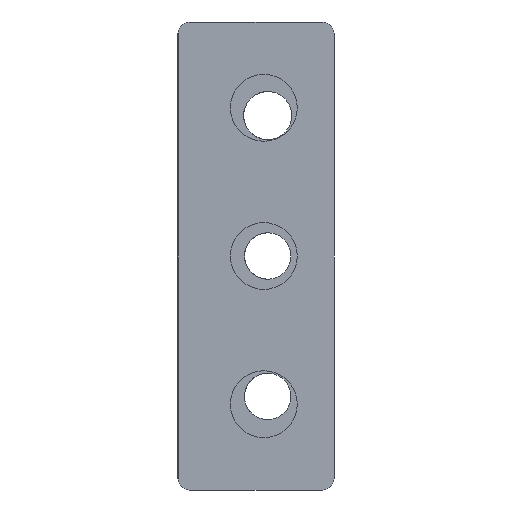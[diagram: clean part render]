
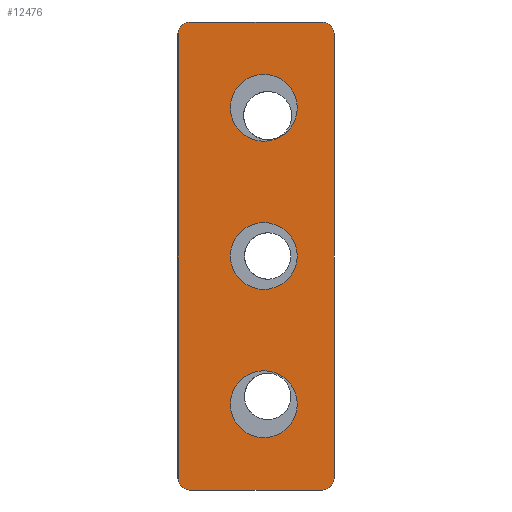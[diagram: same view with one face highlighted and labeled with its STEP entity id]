
A CAD part, left-side view. The second image highlights one B-rep face of the part: STEP entity #12476.
In plain terms, the highlighted planar face has unit normal (-1, 0, 0).
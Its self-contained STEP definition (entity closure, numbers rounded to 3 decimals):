
#5954=CARTESIAN_POINT('',(-36.0,14.717,-1.0));
#5955=VERTEX_POINT('',#5954);
#5971=CARTESIAN_POINT('',(-36.0,23.283,-1.));
#5972=VERTEX_POINT('',#5971);
#5979=CARTESIAN_POINT('',(-36.0,19.,-1.0));
#5980=DIRECTION('',(1.0,0.0,0.0));
#5981=DIRECTION('',(0.0,-1.0,0.0));
#5982=AXIS2_PLACEMENT_3D('',#5979,#5980,#5981);
#5983=CIRCLE('',#5982,4.283);
#5984=EDGE_CURVE('',#5955,#5972,#5983,.T.);
#5996=CARTESIAN_POINT('',(-36.0,-23.283,-1.0));
#5997=VERTEX_POINT('',#5996);
#6013=CARTESIAN_POINT('',(-36.0,-14.717,-1.));
#6014=VERTEX_POINT('',#6013);
#6021=CARTESIAN_POINT('',(-36.0,-19.,-1.0));
#6022=DIRECTION('',(1.0,0.0,0.0));
#6023=DIRECTION('',(0.0,-1.0,0.0));
#6024=AXIS2_PLACEMENT_3D('',#6021,#6022,#6023);
#6025=CIRCLE('',#6024,4.283);
#6026=EDGE_CURVE('',#5997,#6014,#6025,.T.);
#6038=CARTESIAN_POINT('',(-36.0,-4.283,-1.0));
#6039=VERTEX_POINT('',#6038);
#6055=CARTESIAN_POINT('',(-36.0,4.283,-1.));
#6056=VERTEX_POINT('',#6055);
#6063=CARTESIAN_POINT('',(-36.0,0.,-1.0));
#6064=DIRECTION('',(1.0,0.0,0.0));
#6065=DIRECTION('',(0.0,-1.0,0.0));
#6066=AXIS2_PLACEMENT_3D('',#6063,#6064,#6065);
#6067=CIRCLE('',#6066,4.283);
#6068=EDGE_CURVE('',#6039,#6056,#6067,.T.);
#6078=CARTESIAN_POINT('',(-36.0,-29.561,-9.561));
#6079=VERTEX_POINT('',#6078);
#6088=CARTESIAN_POINT('',(-36.0,-28.5,-10.0));
#6089=VERTEX_POINT('',#6088);
#6090=CARTESIAN_POINT('',(-36.0,-28.5,-8.5));
#6091=DIRECTION('',(1.,0.0,0.0));
#6092=DIRECTION('',(0.0,-0.707,-0.707));
#6093=AXIS2_PLACEMENT_3D('',#6090,#6091,#6092);
#6094=CIRCLE('',#6093,1.5);
#6095=EDGE_CURVE('',#6079,#6089,#6094,.T.);
#6122=CARTESIAN_POINT('',(-36.0,-29.561,9.561));
#6123=VERTEX_POINT('',#6122);
#6139=CARTESIAN_POINT('',(-36.0,-28.5,10.0));
#6140=VERTEX_POINT('',#6139);
#6147=CARTESIAN_POINT('',(-36.0,-28.5,8.5));
#6148=DIRECTION('',(1.,0.0,0.0));
#6149=DIRECTION('',(0.0,-0.707,0.707));
#6150=AXIS2_PLACEMENT_3D('',#6147,#6148,#6149);
#6151=CIRCLE('',#6150,1.5);
#6152=EDGE_CURVE('',#6140,#6123,#6151,.T.);
#6162=CARTESIAN_POINT('',(-36.0,29.561,9.561));
#6163=VERTEX_POINT('',#6162);
#6172=CARTESIAN_POINT('',(-36.0,28.5,10.0));
#6173=VERTEX_POINT('',#6172);
#6174=CARTESIAN_POINT('',(-36.0,28.5,8.5));
#6175=DIRECTION('',(1.,0.0,0.0));
#6176=DIRECTION('',(0.0,0.707,0.707));
#6177=AXIS2_PLACEMENT_3D('',#6174,#6175,#6176);
#6178=CIRCLE('',#6177,1.5);
#6179=EDGE_CURVE('',#6163,#6173,#6178,.T.);
#6206=CARTESIAN_POINT('',(-36.0,29.561,-9.561));
#6207=VERTEX_POINT('',#6206);
#6223=CARTESIAN_POINT('',(-36.0,28.5,-10.0));
#6224=VERTEX_POINT('',#6223);
#6231=CARTESIAN_POINT('',(-36.0,28.5,-8.5));
#6232=DIRECTION('',(1.,0.0,0.0));
#6233=DIRECTION('',(0.0,0.707,-0.707));
#6234=AXIS2_PLACEMENT_3D('',#6231,#6232,#6233);
#6235=CIRCLE('',#6234,1.5);
#6236=EDGE_CURVE('',#6224,#6207,#6235,.T.);
#6247=CARTESIAN_POINT('',(-36.0,30.0,-8.5));
#6248=VERTEX_POINT('',#6247);
#6249=CARTESIAN_POINT('',(-36.0,28.5,-8.5));
#6250=DIRECTION('',(1.,0.0,0.0));
#6251=DIRECTION('',(0.0,0.707,-0.707));
#6252=AXIS2_PLACEMENT_3D('',#6249,#6250,#6251);
#6253=CIRCLE('',#6252,1.5);
#6254=EDGE_CURVE('',#6207,#6248,#6253,.T.);
#6374=CARTESIAN_POINT('',(-36.0,30.0,8.5));
#6375=VERTEX_POINT('',#6374);
#6376=CARTESIAN_POINT('',(-36.0,30.0,-8.5));
#6377=DIRECTION('',(0.0,0.0,1.0));
#6378=VECTOR('',#6377,17.0);
#6379=LINE('',#6376,#6378);
#6380=EDGE_CURVE('',#6248,#6375,#6379,.T.);
#6400=CARTESIAN_POINT('',(-36.0,28.5,8.5));
#6401=DIRECTION('',(1.,0.0,0.0));
#6402=DIRECTION('',(0.0,0.707,0.707));
#6403=AXIS2_PLACEMENT_3D('',#6400,#6401,#6402);
#6404=CIRCLE('',#6403,1.5);
#6405=EDGE_CURVE('',#6375,#6163,#6404,.T.);
#6416=CARTESIAN_POINT('',(-36.0,-30.0,8.5));
#6417=VERTEX_POINT('',#6416);
#6418=CARTESIAN_POINT('',(-36.0,-28.5,8.5));
#6419=DIRECTION('',(1.,0.0,0.0));
#6420=DIRECTION('',(0.0,-0.707,0.707));
#6421=AXIS2_PLACEMENT_3D('',#6418,#6419,#6420);
#6422=CIRCLE('',#6421,1.5);
#6423=EDGE_CURVE('',#6123,#6417,#6422,.T.);
#6441=CARTESIAN_POINT('',(-36.0,-30.0,-8.5));
#6442=VERTEX_POINT('',#6441);
#6443=CARTESIAN_POINT('',(-36.0,-30.0,-8.5));
#6444=DIRECTION('',(0.0,0.0,1.0));
#6445=VECTOR('',#6444,17.0);
#6446=LINE('',#6443,#6445);
#6447=EDGE_CURVE('',#6442,#6417,#6446,.T.);
#6467=CARTESIAN_POINT('',(-36.0,-28.5,-8.5));
#6468=DIRECTION('',(1.,0.0,0.0));
#6469=DIRECTION('',(0.0,-0.707,-0.707));
#6470=AXIS2_PLACEMENT_3D('',#6467,#6468,#6469);
#6471=CIRCLE('',#6470,1.5);
#6472=EDGE_CURVE('',#6442,#6079,#6471,.T.);
#6483=CARTESIAN_POINT('',(-36.0,0.,-1.0));
#6484=DIRECTION('',(1.0,0.0,0.0));
#6485=DIRECTION('',(0.0,-1.0,0.0));
#6486=AXIS2_PLACEMENT_3D('',#6483,#6484,#6485);
#6487=CIRCLE('',#6486,4.283);
#6488=EDGE_CURVE('',#6056,#6039,#6487,.T.);
#6527=CARTESIAN_POINT('',(-36.0,-19.,-1.0));
#6528=DIRECTION('',(1.0,0.0,0.0));
#6529=DIRECTION('',(0.0,-1.0,0.0));
#6530=AXIS2_PLACEMENT_3D('',#6527,#6528,#6529);
#6531=CIRCLE('',#6530,4.283);
#6532=EDGE_CURVE('',#6014,#5997,#6531,.T.);
#6571=CARTESIAN_POINT('',(-36.0,19.,-1.0));
#6572=DIRECTION('',(1.0,0.0,0.0));
#6573=DIRECTION('',(0.0,-1.0,0.0));
#6574=AXIS2_PLACEMENT_3D('',#6571,#6572,#6573);
#6575=CIRCLE('',#6574,4.283);
#6576=EDGE_CURVE('',#5972,#5955,#6575,.T.);
#12435=CARTESIAN_POINT('',(-36.0,-30.0,-10.0));
#12436=DIRECTION('',(-1.0,0.0,0.0));
#12437=DIRECTION('',(0.0,0.0,1.0));
#12438=AXIS2_PLACEMENT_3D('',#12435,#12436,#12437);
#12439=PLANE('',#12438);
#12440=ORIENTED_EDGE('',*,*,#6236,.F.);
#12441=CARTESIAN_POINT('',(-36.0,28.5,-10.0));
#12442=DIRECTION('',(0.0,-1.0,0.0));
#12443=VECTOR('',#12442,57.0);
#12444=LINE('',#12441,#12443);
#12445=EDGE_CURVE('',#6224,#6089,#12444,.T.);
#12446=ORIENTED_EDGE('',*,*,#12445,.T.);
#12447=ORIENTED_EDGE('',*,*,#6095,.F.);
#12448=ORIENTED_EDGE('',*,*,#6472,.F.);
#12449=ORIENTED_EDGE('',*,*,#6447,.T.);
#12450=ORIENTED_EDGE('',*,*,#6423,.F.);
#12451=ORIENTED_EDGE('',*,*,#6152,.F.);
#12452=CARTESIAN_POINT('',(-36.0,-28.5,10.0));
#12453=DIRECTION('',(0.0,1.0,0.0));
#12454=VECTOR('',#12453,57.0);
#12455=LINE('',#12452,#12454);
#12456=EDGE_CURVE('',#6140,#6173,#12455,.T.);
#12457=ORIENTED_EDGE('',*,*,#12456,.T.);
#12458=ORIENTED_EDGE('',*,*,#6179,.F.);
#12459=ORIENTED_EDGE('',*,*,#6405,.F.);
#12460=ORIENTED_EDGE('',*,*,#6380,.F.);
#12461=ORIENTED_EDGE('',*,*,#6254,.F.);
#12462=EDGE_LOOP('',(#12440,#12446,#12447,#12448,#12449,#12450,#12451,#12457,#12458,#12459,#12460,#12461));
#12463=FACE_OUTER_BOUND('',#12462,.T.);
#12464=ORIENTED_EDGE('',*,*,#6068,.T.);
#12465=ORIENTED_EDGE('',*,*,#6488,.T.);
#12466=EDGE_LOOP('',(#12464,#12465));
#12467=FACE_BOUND('',#12466,.T.);
#12468=ORIENTED_EDGE('',*,*,#6026,.T.);
#12469=ORIENTED_EDGE('',*,*,#6532,.T.);
#12470=EDGE_LOOP('',(#12468,#12469));
#12471=FACE_BOUND('',#12470,.T.);
#12472=ORIENTED_EDGE('',*,*,#5984,.T.);
#12473=ORIENTED_EDGE('',*,*,#6576,.T.);
#12474=EDGE_LOOP('',(#12472,#12473));
#12475=FACE_BOUND('',#12474,.T.);
#12476=ADVANCED_FACE('',(#12463,#12467,#12471,#12475),#12439,.T.);
